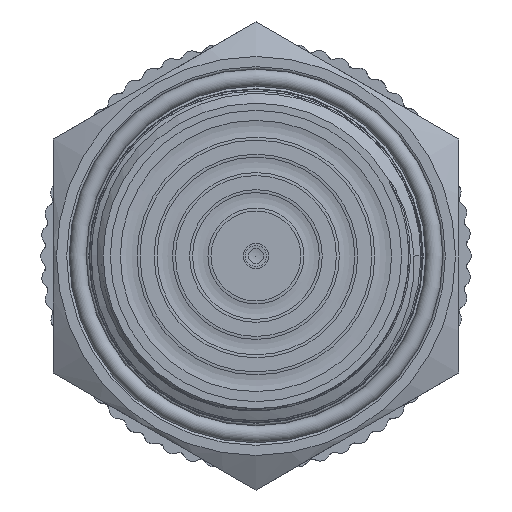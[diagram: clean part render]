
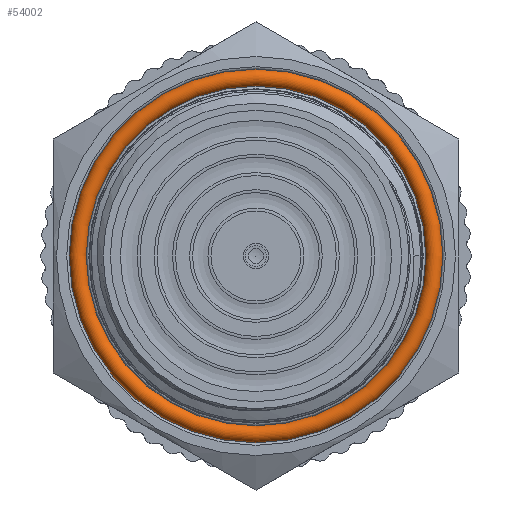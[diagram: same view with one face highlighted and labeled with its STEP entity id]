
A CAD part, left-side view. The second image highlights one B-rep face of the part: STEP entity #54002.
In plain terms, the highlighted toroidal (fillet/blend) face has major radius 14.075 mm and minor radius 0.675 mm.
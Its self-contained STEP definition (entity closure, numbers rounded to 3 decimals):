
#1040=TOROIDAL_SURFACE('',#58232,14.075,0.675);
#5954=FACE_OUTER_BOUND('',#8836,.T.);
#8836=EDGE_LOOP('',(#50392,#50393,#50394,#50395));
#9744=CIRCLE('',#58233,0.675);
#9745=CIRCLE('',#58234,13.4);
#25846=VERTEX_POINT('',#127773);
#34028=EDGE_CURVE('',#25846,#25846,#9744,.T.);
#34029=EDGE_CURVE('',#25846,#25846,#9745,.T.);
#50392=ORIENTED_EDGE('',*,*,#34028,.F.);
#50393=ORIENTED_EDGE('',*,*,#34029,.T.);
#50394=ORIENTED_EDGE('',*,*,#34028,.T.);
#50395=ORIENTED_EDGE('',*,*,#34029,.F.);
#54002=ADVANCED_FACE('',(#5954),#1040,.T.);
#58232=AXIS2_PLACEMENT_3D('',#127772,#70884,#70885);
#58233=AXIS2_PLACEMENT_3D('',#127774,#70886,#70887);
#58234=AXIS2_PLACEMENT_3D('',#127775,#70888,#70889);
#70884=DIRECTION('center_axis',(1.,0.,0.));
#70885=DIRECTION('ref_axis',(0.,0.,-1.));
#70886=DIRECTION('center_axis',(0.,-1.,0.));
#70887=DIRECTION('ref_axis',(0.,0.,1.));
#70888=DIRECTION('center_axis',(-1.,0.,0.));
#70889=DIRECTION('ref_axis',(0.,0.,-1.));
#127772=CARTESIAN_POINT('Origin',(17.2,0.,0.));
#127773=CARTESIAN_POINT('',(17.2,0.,13.4));
#127774=CARTESIAN_POINT('Origin',(17.2,0.,14.075));
#127775=CARTESIAN_POINT('Origin',(17.2,0.,0.));
